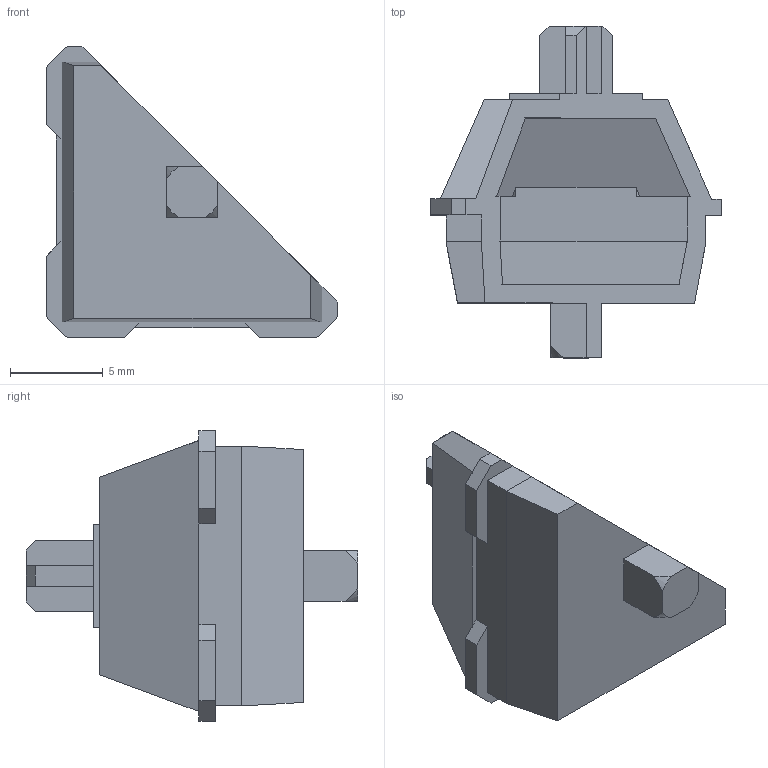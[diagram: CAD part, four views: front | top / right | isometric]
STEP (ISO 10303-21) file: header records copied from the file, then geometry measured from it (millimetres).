
FILE_DESCRIPTION(/* description */ (''),/* implementation_level */ '2;1');
FILE_NAME(/* name */ 'cherry mx placeholder diagonal v11.step',/* time_stamp */ '2023-03-31T20:42:11-07:00',/* author */ (''),/* organization */ (''),/* preprocessor_version */ 'ST-DEVELOPER v19.2',/* originating_system */ 'Autodesk Translation Framework v11.17.0.187',/* authorisation */ '');
FILE_SCHEMA (('AUTOMOTIVE_DESIGN { 1 0 10303 214 3 1 1 }'));
Length unit declared in the file: millimetre
Products named in the file (1): cherry mx placeholder diagonal
Bounding box: 15.64 x 17.85 x 15.64 mm (x, y, z)
Volume: 521 mm3; surface area: 1083.7 mm2
Topology: 1 solids, 1 shells, 91 faces, 257 edges, 169 vertices
Faces by surface type: plane 88, cone 3
Entity records: 2912 total; most frequent: CARTESIAN_POINT 530, ORIENTED_EDGE 514, DIRECTION 438, EDGE_CURVE 257, LINE 248, VECTOR 248, VERTEX_POINT 169, AXIS2_PLACEMENT_3D 95
